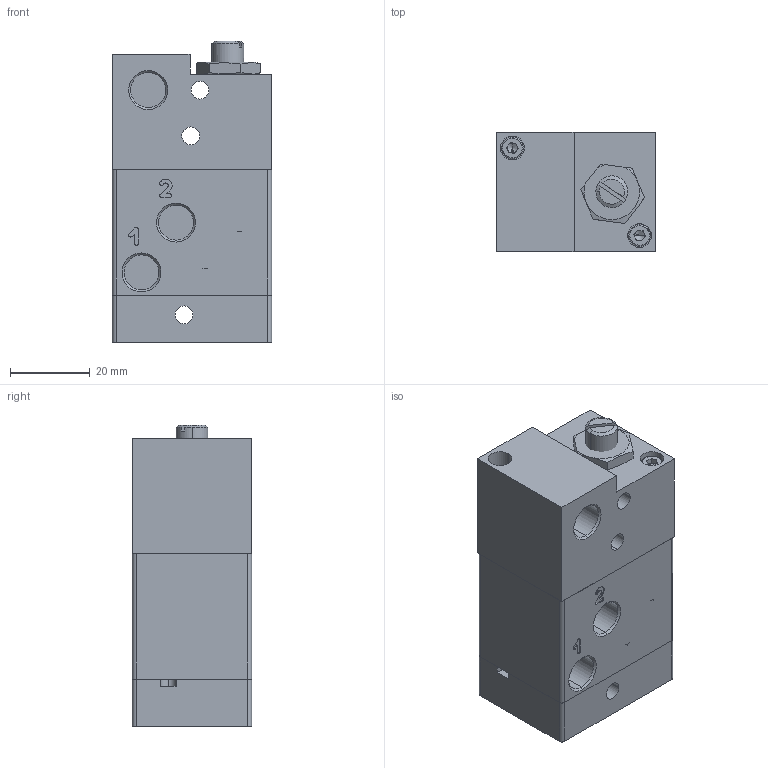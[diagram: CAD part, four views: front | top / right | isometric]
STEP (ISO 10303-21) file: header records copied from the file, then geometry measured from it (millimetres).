
FILE_DESCRIPTION (( 'STEP AP214' ), '1' );
FILE_NAME ('00_047_4.STEP', '2016-01-20T15:59:56', ( 'Utente' ), ( '' ), 'SwSTEP 2.0', 'SolidWorks 2016', '' );
FILE_SCHEMA (( 'AUTOMOTIVE_DESIGN' ));
Length unit declared in the file: millimetre
Products named in the file (1): 00_047_4
Bounding box: 40 x 30 x 75.8 mm (x, y, z)
Volume: 81159.4 mm3; surface area: 21600.5 mm2
Topology: 10 solids, 10 shells, 887 faces, 2221 edges, 1355 vertices
Faces by surface type: cone 462, cylinder 279, plane 126, bspline 20
Entity records: 28495 total; most frequent: DIRECTION 5102, CARTESIAN_POINT 5101, ORIENTED_EDGE 4402, EDGE_CURVE 2201, AXIS2_PLACEMENT_3D 2074, VERTEX_POINT 1355, CIRCLE 1206, LINE 954
